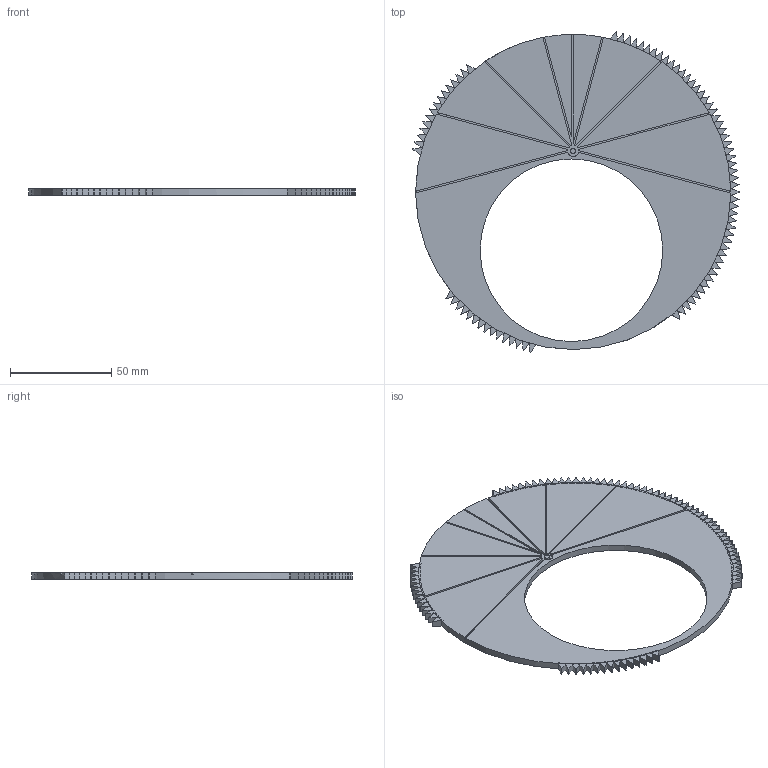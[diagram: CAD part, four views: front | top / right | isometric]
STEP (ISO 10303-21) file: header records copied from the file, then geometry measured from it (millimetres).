
FILE_DESCRIPTION(('HOOPS Exchange Step'),'2;1');
FILE_NAME('temp_export','2023-08-19T17:10:57-05:00',('mobile'),('Shapr3D Limited'),'HOOPS Exchange 2023.2','Shapr3D','Authorized');
FILE_SCHEMA( ('AUTOMOTIVE_DESIGN { 1 0 10303 214 1 1 1 1 }') );
Length unit declared in the file: millimetre
Products named in the file (5): 45s (3); Blade Only; Sawblade; Mk4SideB; root
Assembly tree (4 placements, depth 5):
  root
    Mk4SideB
      Sawblade
        Blade Only
          45s (3)
Bounding box: 161.56 x 158.77 x 3.23 mm (x, y, z)
Volume: 43085.5 mm3; surface area: 34557.9 mm2
Topology: 82 solids, 82 shells, 852 faces, 2065 edges, 1378 vertices
Faces by surface type: plane 680, cylinder 172
Full cylindrical faces by diameter (mm): 2.522 x1, 90.4 x1, 156 x1
Entity records: 24752 total; most frequent: CARTESIAN_POINT 4300, DIRECTION 4145, ORIENTED_EDGE 4130, EDGE_CURVE 2065, VECTOR 1699, LINE 1699, VERTEX_POINT 1378, AXIS2_PLACEMENT_3D 1223
